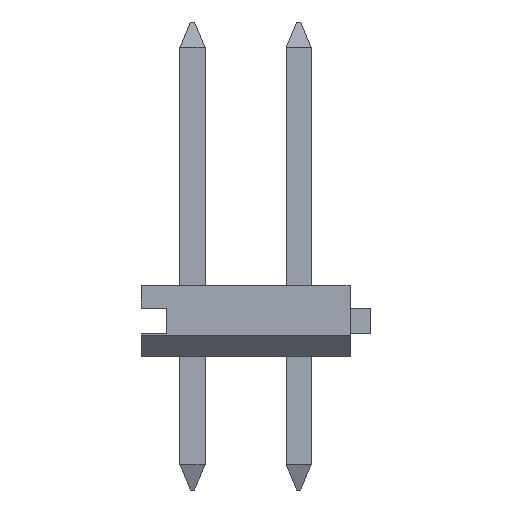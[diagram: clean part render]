
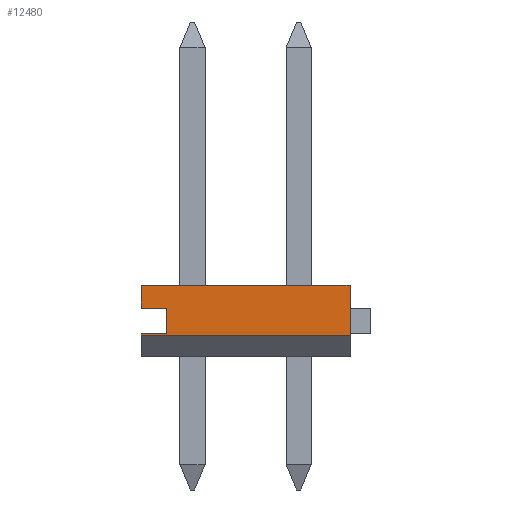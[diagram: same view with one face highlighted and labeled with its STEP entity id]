
A CAD part, left-side view. The second image highlights one B-rep face of the part: STEP entity #12480.
In plain terms, the highlighted planar face has unit normal (-1, 0, 0).
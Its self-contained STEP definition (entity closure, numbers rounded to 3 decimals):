
#12071=CARTESIAN_POINT('',(-10.16,1.9,1.15));
#12072=VERTEX_POINT('',#12071);
#12081=CARTESIAN_POINT('',(-10.16,2.5,1.15));
#12082=VERTEX_POINT('',#12081);
#12083=CARTESIAN_POINT('',(-10.16,2.5,1.15));
#12084=DIRECTION('',(0.0,-1.0,0.0));
#12085=VECTOR('',#12084,0.6);
#12086=LINE('',#12083,#12085);
#12087=EDGE_CURVE('',#12082,#12072,#12086,.T.);
#12113=CARTESIAN_POINT('',(-10.16,1.9,0.55));
#12114=VERTEX_POINT('',#12113);
#12129=CARTESIAN_POINT('',(-10.16,2.5,0.55));
#12130=VERTEX_POINT('',#12129);
#12137=CARTESIAN_POINT('',(-10.16,1.9,0.55));
#12138=DIRECTION('',(0.0,1.0,0.0));
#12139=VECTOR('',#12138,0.6);
#12140=LINE('',#12137,#12139);
#12141=EDGE_CURVE('',#12114,#12130,#12140,.T.);
#12151=CARTESIAN_POINT('',(-10.16,1.9,1.15));
#12152=DIRECTION('',(0.0,0.0,-1.0));
#12153=VECTOR('',#12152,0.6);
#12154=LINE('',#12151,#12153);
#12155=EDGE_CURVE('',#12072,#12114,#12154,.T.);
#12174=CARTESIAN_POINT('',(-10.16,2.5,1.7));
#12175=VERTEX_POINT('',#12174);
#12176=CARTESIAN_POINT('',(-10.16,2.5,1.7));
#12177=DIRECTION('',(0.0,0.0,-1.0));
#12178=VECTOR('',#12177,0.55);
#12179=LINE('',#12176,#12178);
#12180=EDGE_CURVE('',#12175,#12082,#12179,.T.);
#12261=CARTESIAN_POINT('',(-10.16,2.5,0.508));
#12262=VERTEX_POINT('',#12261);
#12269=CARTESIAN_POINT('',(-10.16,2.5,0.55));
#12270=DIRECTION('',(0.0,0.0,-1.0));
#12271=VECTOR('',#12270,0.042);
#12272=LINE('',#12269,#12271);
#12273=EDGE_CURVE('',#12130,#12262,#12272,.T.);
#12359=CARTESIAN_POINT('',(-10.16,-2.5,1.7));
#12360=VERTEX_POINT('',#12359);
#12367=CARTESIAN_POINT('',(-10.16,-2.5,0.508));
#12368=VERTEX_POINT('',#12367);
#12369=CARTESIAN_POINT('',(-10.16,-2.5,1.7));
#12370=DIRECTION('',(0.0,0.0,-1.0));
#12371=VECTOR('',#12370,1.192);
#12372=LINE('',#12369,#12371);
#12373=EDGE_CURVE('',#12360,#12368,#12372,.T.);
#12449=CARTESIAN_POINT('',(-10.16,2.5,1.7));
#12450=DIRECTION('',(0.0,-1.0,0.0));
#12451=VECTOR('',#12450,5.0);
#12452=LINE('',#12449,#12451);
#12453=EDGE_CURVE('',#12175,#12360,#12452,.T.);
#12460=CARTESIAN_POINT('',(-10.16,2.5,1.7));
#12461=DIRECTION('',(-1.0,0.0,0.0));
#12462=DIRECTION('',(0.0,0.0,1.0));
#12463=AXIS2_PLACEMENT_3D('',#12460,#12461,#12462);
#12464=PLANE('',#12463);
#12465=ORIENTED_EDGE('',*,*,#12141,.T.);
#12466=ORIENTED_EDGE('',*,*,#12273,.T.);
#12467=CARTESIAN_POINT('',(-10.16,-2.5,0.508));
#12468=DIRECTION('',(0.0,1.0,0.0));
#12469=VECTOR('',#12468,5.);
#12470=LINE('',#12467,#12469);
#12471=EDGE_CURVE('',#12368,#12262,#12470,.T.);
#12472=ORIENTED_EDGE('',*,*,#12471,.F.);
#12473=ORIENTED_EDGE('',*,*,#12373,.F.);
#12474=ORIENTED_EDGE('',*,*,#12453,.F.);
#12475=ORIENTED_EDGE('',*,*,#12180,.T.);
#12476=ORIENTED_EDGE('',*,*,#12087,.T.);
#12477=ORIENTED_EDGE('',*,*,#12155,.T.);
#12478=EDGE_LOOP('',(#12465,#12466,#12472,#12473,#12474,#12475,#12476,#12477));
#12479=FACE_OUTER_BOUND('',#12478,.T.);
#12480=ADVANCED_FACE('',(#12479),#12464,.T.);
